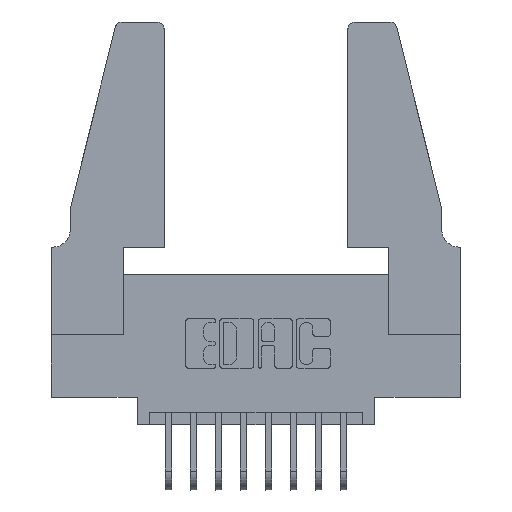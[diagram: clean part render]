
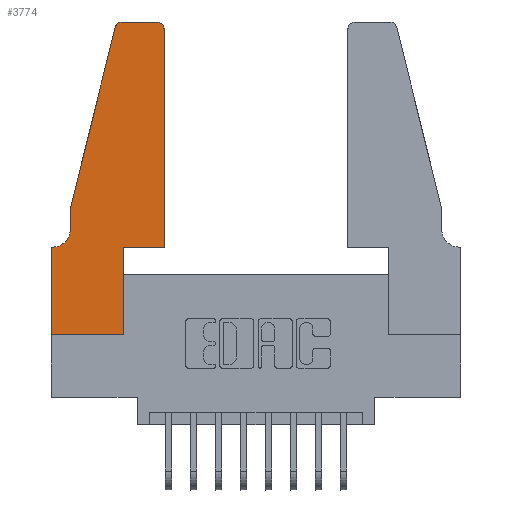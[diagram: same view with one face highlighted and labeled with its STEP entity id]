
A CAD part, top view. The second image highlights one B-rep face of the part: STEP entity #3774.
In plain terms, the highlighted planar face has unit normal (0, 0, 1).
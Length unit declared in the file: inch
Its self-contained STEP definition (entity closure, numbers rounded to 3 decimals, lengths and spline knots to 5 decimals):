
#41 = CARTESIAN_POINT ( 'NONE',  ( 0., 0.35, 0.37 ) ) ;
#196 = CARTESIAN_POINT ( 'NONE',  ( 0.0755, 0.5, 0.37 ) ) ;
#678 = ORIENTED_EDGE ( 'NONE', *, *, #6386, .T. ) ;
#808 = VECTOR ( 'NONE', #12796, 39.37008 ) ;
#856 = EDGE_CURVE ( 'NONE', #7767, #12918, #4032, .T. ) ;
#894 = EDGE_LOOP ( 'NONE', ( #2853, #4844, #5017, #11125, #678, #14140, #3824, #4248, #4550, #6767, #4056, #11463 ) ) ;
#974 = VECTOR ( 'NONE', #12427, 39.37008 ) ;
#1211 = VECTOR ( 'NONE', #2913, 39.37008 ) ;
#1247 = CARTESIAN_POINT ( 'NONE',  ( 0., 0., 0.37 ) ) ;
#1284 = DIRECTION ( 'NONE',  ( 0., 0., 1. ) ) ;
#1414 = VERTEX_POINT ( 'NONE', #13346 ) ;
#1548 = VERTEX_POINT ( 'NONE', #8517 ) ;
#1669 = EDGE_CURVE ( 'NONE', #8957, #10049, #12164, .T. ) ;
#1715 = EDGE_CURVE ( 'NONE', #10660, #11352, #3087, .T. ) ;
#2143 = VECTOR ( 'NONE', #10788, 39.37008 ) ;
#2317 = LINE ( 'NONE', #10417, #8146 ) ;
#2351 = DIRECTION ( 'NONE',  ( 0., 1., 0. ) ) ;
#2609 = CARTESIAN_POINT ( 'NONE',  ( 0., 0., 0.37 ) ) ;
#2853 = ORIENTED_EDGE ( 'NONE', *, *, #6059, .T. ) ;
#2913 = DIRECTION ( 'NONE',  ( 0., -1., 0. ) ) ;
#2975 = CARTESIAN_POINT ( 'NONE',  ( 0.0755, 0.5, 0.37 ) ) ;
#3014 = AXIS2_PLACEMENT_3D ( 'NONE', #12475, #12470, #12428 ) ;
#3087 = LINE ( 'NONE', #12292, #974 ) ;
#3584 = VERTEX_POINT ( 'NONE', #14574 ) ;
#3774 = ADVANCED_FACE ( 'NONE', ( #14797 ), #7167, .T. ) ;
#3824 = ORIENTED_EDGE ( 'NONE', *, *, #10100, .T. ) ;
#4032 = LINE ( 'NONE', #8101, #808 ) ;
#4056 = ORIENTED_EDGE ( 'NONE', *, *, #5140, .T. ) ;
#4248 = ORIENTED_EDGE ( 'NONE', *, *, #11338, .T. ) ;
#4550 = ORIENTED_EDGE ( 'NONE', *, *, #5748, .T. ) ;
#4844 = ORIENTED_EDGE ( 'NONE', *, *, #1669, .T. ) ;
#4910 = DIRECTION ( 'NONE',  ( 0., 0., 1. ) ) ;
#5017 = ORIENTED_EDGE ( 'NONE', *, *, #14808, .T. ) ;
#5140 = EDGE_CURVE ( 'NONE', #11352, #1548, #10976, .T. ) ;
#5748 = EDGE_CURVE ( 'NONE', #10402, #10660, #2317, .T. ) ;
#5777 = CARTESIAN_POINT ( 'NONE',  ( 0.0055, 0.42, 0.37 ) ) ;
#5995 = CARTESIAN_POINT ( 'NONE',  ( 0.284, 1.25, 0.37 ) ) ;
#6059 = EDGE_CURVE ( 'NONE', #3584, #8957, #10254, .T. ) ;
#6386 = EDGE_CURVE ( 'NONE', #1414, #7767, #9022, .T. ) ;
#6596 = CARTESIAN_POINT ( 'NONE',  ( 0., 0.35, 0.37 ) ) ;
#6767 = ORIENTED_EDGE ( 'NONE', *, *, #1715, .T. ) ;
#6972 = DIRECTION ( 'NONE',  ( -1., 0., 0. ) ) ;
#7167 = PLANE ( 'NONE',  #9795 ) ;
#7320 = DIRECTION ( 'NONE',  ( -0.239, -0.971, 0. ) ) ;
#7683 = VECTOR ( 'NONE', #8291, 39.37008 ) ;
#7767 = VERTEX_POINT ( 'NONE', #12754 ) ;
#7801 = VERTEX_POINT ( 'NONE', #2609 ) ;
#7849 = LINE ( 'NONE', #10983, #1211 ) ;
#7999 = CIRCLE ( 'NONE', #12905, 0.03 ) ;
#8019 = VERTEX_POINT ( 'NONE', #2975 ) ;
#8044 = LINE ( 'NONE', #1247, #7683 ) ;
#8101 = CARTESIAN_POINT ( 'NONE',  ( 0.0755, 0.35, 0.37 ) ) ;
#8146 = VECTOR ( 'NONE', #2351, 39.37008 ) ;
#8195 = LINE ( 'NONE', #11557, #11177 ) ;
#8291 = DIRECTION ( 'NONE',  ( 1., 0., 0. ) ) ;
#8517 = CARTESIAN_POINT ( 'NONE',  ( 0.4505, 1.22, 0.37 ) ) ;
#8648 = DIRECTION ( 'NONE',  ( -1., 0., 0. ) ) ;
#8957 = VERTEX_POINT ( 'NONE', #5995 ) ;
#8973 = CARTESIAN_POINT ( 'NONE',  ( 0.2865, 0., 0.37 ) ) ;
#9022 = CIRCLE ( 'NONE', #13480, 0.07 ) ;
#9374 = DIRECTION ( 'NONE',  ( 0., -1., 0. ) ) ;
#9441 = CARTESIAN_POINT ( 'NONE',  ( 0.4505, 0.35, 0.37 ) ) ;
#9480 = DIRECTION ( 'NONE',  ( 1., 0., 0. ) ) ;
#9676 = CARTESIAN_POINT ( 'NONE',  ( 0.4505, 0.35, 0.37 ) ) ;
#9716 = EDGE_CURVE ( 'NONE', #8019, #1414, #7849, .T. ) ;
#9717 = LINE ( 'NONE', #196, #12628 ) ;
#9795 = AXIS2_PLACEMENT_3D ( 'NONE', #41, #1284, #9480 ) ;
#9901 = VECTOR ( 'NONE', #8648, 39.37008 ) ;
#10049 = VERTEX_POINT ( 'NONE', #13674 ) ;
#10100 = EDGE_CURVE ( 'NONE', #12918, #7801, #8195, .T. ) ;
#10254 = LINE ( 'NONE', #10893, #9901 ) ;
#10402 = VERTEX_POINT ( 'NONE', #8973 ) ;
#10417 = CARTESIAN_POINT ( 'NONE',  ( 0.2865, 0.35, 0.37 ) ) ;
#10476 = CARTESIAN_POINT ( 'NONE',  ( 0.2865, 0.35, 0.37 ) ) ;
#10660 = VERTEX_POINT ( 'NONE', #10476 ) ;
#10788 = DIRECTION ( 'NONE',  ( 0., 1., 0. ) ) ;
#10893 = CARTESIAN_POINT ( 'NONE',  ( 0.2605, 1.25, 0.37 ) ) ;
#10976 = LINE ( 'NONE', #9676, #2143 ) ;
#10983 = CARTESIAN_POINT ( 'NONE',  ( 0.0755, 0.5, 0.37 ) ) ;
#11125 = ORIENTED_EDGE ( 'NONE', *, *, #9716, .T. ) ;
#11177 = VECTOR ( 'NONE', #9374, 39.37008 ) ;
#11338 = EDGE_CURVE ( 'NONE', #7801, #10402, #8044, .T. ) ;
#11352 = VERTEX_POINT ( 'NONE', #9441 ) ;
#11463 = ORIENTED_EDGE ( 'NONE', *, *, #12625, .T. ) ;
#11557 = CARTESIAN_POINT ( 'NONE',  ( 0., 0., 0.37 ) ) ;
#11729 = CARTESIAN_POINT ( 'NONE',  ( 0.4205, 1.22, 0.37 ) ) ;
#12164 = CIRCLE ( 'NONE', #3014, 0.03 ) ;
#12292 = CARTESIAN_POINT ( 'NONE',  ( 0.4505, 0.35, 0.37 ) ) ;
#12427 = DIRECTION ( 'NONE',  ( 1., 0., 0. ) ) ;
#12428 = DIRECTION ( 'NONE',  ( 1., 0., 0. ) ) ;
#12470 = DIRECTION ( 'NONE',  ( 0., 0., 1. ) ) ;
#12475 = CARTESIAN_POINT ( 'NONE',  ( 0.284, 1.22, 0.37 ) ) ;
#12625 = EDGE_CURVE ( 'NONE', #1548, #3584, #7999, .T. ) ;
#12628 = VECTOR ( 'NONE', #7320, 39.37008 ) ;
#12754 = CARTESIAN_POINT ( 'NONE',  ( 0.0055, 0.35, 0.37 ) ) ;
#12796 = DIRECTION ( 'NONE',  ( -1., 0., 0. ) ) ;
#12828 = DIRECTION ( 'NONE',  ( 1., 0., 0. ) ) ;
#12905 = AXIS2_PLACEMENT_3D ( 'NONE', #11729, #4910, #12828 ) ;
#12918 = VERTEX_POINT ( 'NONE', #6596 ) ;
#13346 = CARTESIAN_POINT ( 'NONE',  ( 0.0755, 0.42, 0.37 ) ) ;
#13480 = AXIS2_PLACEMENT_3D ( 'NONE', #5777, #13630, #6972 ) ;
#13630 = DIRECTION ( 'NONE',  ( 0., 0., -1. ) ) ;
#13674 = CARTESIAN_POINT ( 'NONE',  ( 0.25487, 1.22718, 0.37 ) ) ;
#14140 = ORIENTED_EDGE ( 'NONE', *, *, #856, .T. ) ;
#14574 = CARTESIAN_POINT ( 'NONE',  ( 0.4205, 1.25, 0.37 ) ) ;
#14797 = FACE_OUTER_BOUND ( 'NONE', #894, .T. ) ;
#14808 = EDGE_CURVE ( 'NONE', #10049, #8019, #9717, .T. ) ;
